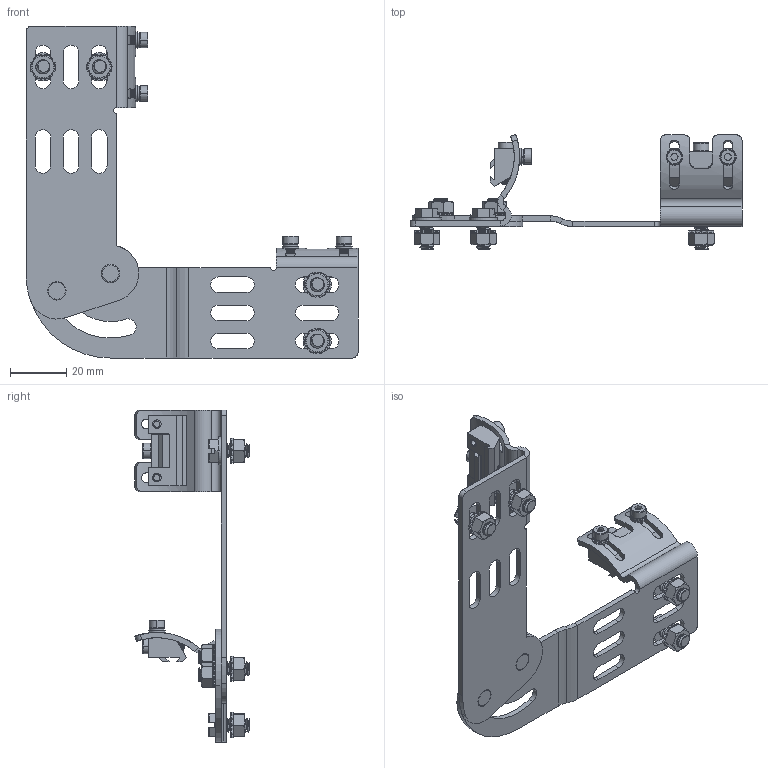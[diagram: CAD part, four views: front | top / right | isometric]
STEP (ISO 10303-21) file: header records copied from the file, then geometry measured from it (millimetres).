
FILE_DESCRIPTION((''),'2;1');
FILE_NAME('147228_ASM','2019-04-04T10:37:00',('pdmadmin'),('BANNER ENGINEERING'),'CREO PARAMETRIC BY PTC INC, 2018300','CREO PARAMETRIC BY PTC INC, 2018300','');
FILE_SCHEMA(('CONFIG_CONTROL_DESIGN'));
Products named in the file (15): 142349; 142349_THREADED_INSERT; 142349_ASM; 142348; 58892; 119057; 159330; 159329; 168324; 168324_WASHER_LOCK; 168324_WASHER_FLAT; 168324_ASM; 123308; 82845_ASM; 147228_ASM
Assembly tree (29 placements, depth 4):
  147228_ASM
    82845_ASM
      142349_ASM
        142349
        142349_THREADED_INSERT  x2
      142348
      58892  x4
      119057  x6
      159330  x2
      159329  x2
      168324_ASM  x4
        168324
        168324_WASHER_LOCK
        168324_WASHER_FLAT
      123308  x2
Bounding box: 117.8 x 40.6 x 117.8 mm (x, y, z)
Volume: 21676.6 mm3; surface area: 29048.7 mm2
Topology: 32 solids, 44 shells, 1899 faces, 5101 edges, 3284 vertices
Faces by surface type: cylinder 872, plane 813, bspline 118, cone 80, torus 16
Entity records: 41200 total; most frequent: CARTESIAN_POINT 25091, ORIENTED_EDGE 3464, DIRECTION 3018, EDGE_CURVE 1740, VERTEX_POINT 1123, AXIS2_PLACEMENT_3D 1052, VECTOR 914, LINE 914
